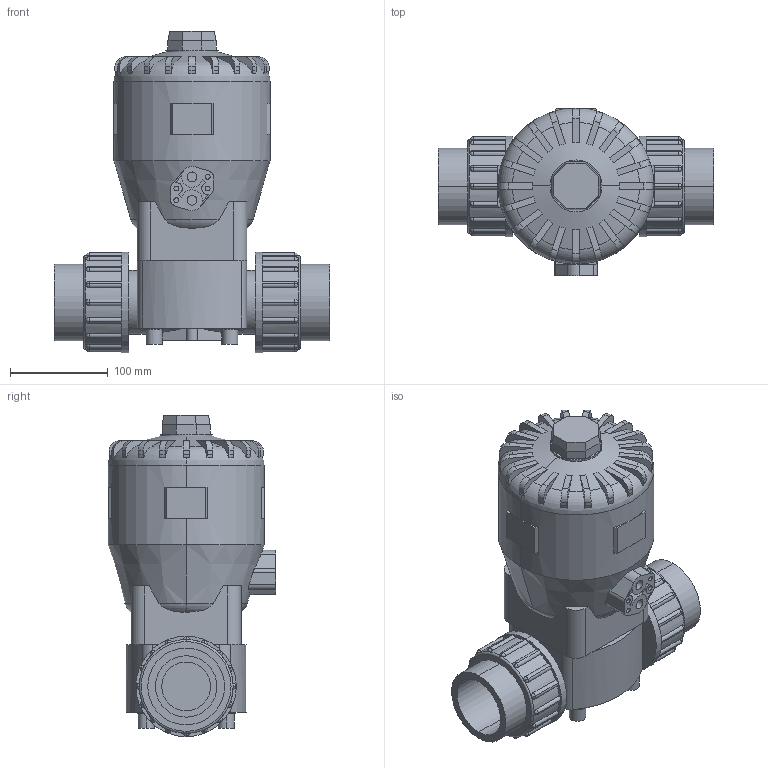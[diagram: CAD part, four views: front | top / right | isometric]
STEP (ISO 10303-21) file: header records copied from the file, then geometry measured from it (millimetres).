
FILE_DESCRIPTION(('STEP AP214'),'1');
FILE_NAME('cctmp_D0AF83A2-6C8B-475A-B8A5-44A7CB90EB29_2021_10_26_08_06_34_0360..stp','2021-10-26T06:06:34',('Praher Valves GmbH'),('CADClick - www.CADClick.com'),'Spatial InterOp 3D',' ','unknown authorization');
FILE_SCHEMA(('AUTOMOTIVE_DESIGN'));
Length unit declared in the file: millimetre
Products named in the file (1): 126132
Bounding box: 282 x 172 x 329.5 mm (x, y, z)
Volume: 5279273.7 mm3; surface area: 299816.9 mm2
Topology: 1 solids, 3 shells, 481 faces, 1246 edges, 806 vertices
Faces by surface type: cylinder 206, plane 195, sphere 64, torus 12, cone 4
Entity records: 21169 total; most frequent: CARTESIAN_POINT 5447, DIRECTION 2572, ORIENTED_EDGE 2492, EDGE_CURVE 1246, AXIS2_PLACEMENT_3D 1036, VERTEX_POINT 806, CIRCLE 546, EDGE_LOOP 516
